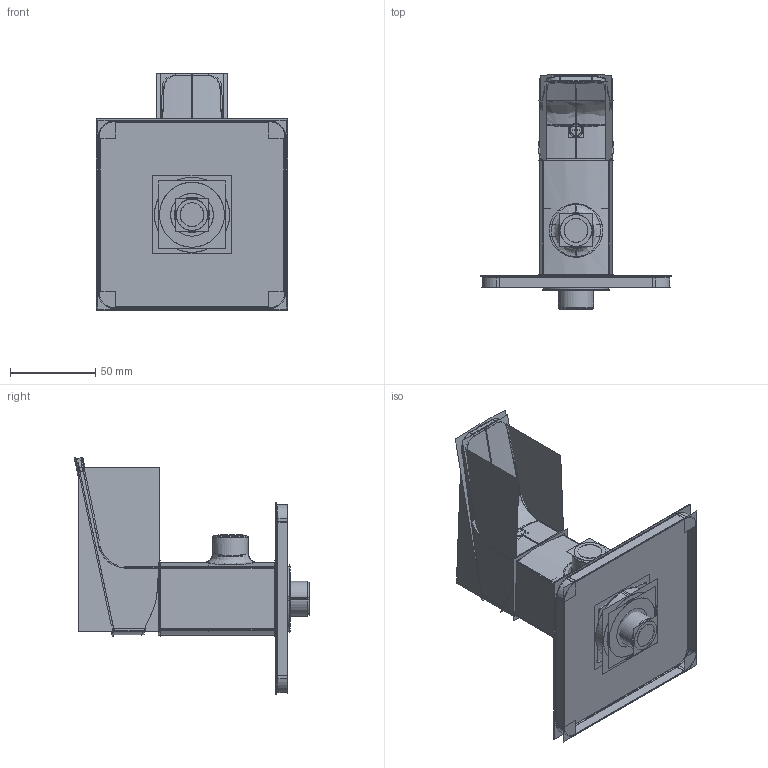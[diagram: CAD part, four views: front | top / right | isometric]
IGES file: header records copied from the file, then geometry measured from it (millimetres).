
Start section:  PTC IGES file: 0426.igs
Global section: file name: 0426.igs; native system: Creo Parametric by PTC Inc.; preprocessor: 2014440; author: 10114244; organization: Unknown; date: 20180803.091557; units: millimetre
Bounding box: 112.32 x 137.86 x 138.97 mm (x, y, z)
Volume: 371642.9 mm3; surface area: 1526498.8 mm2
Topology: 8 solids, 8 shells, 1084 faces, 7023 edges, 10059 vertices
Faces by surface type: revolution 654, bspline 416, extrusion 14
